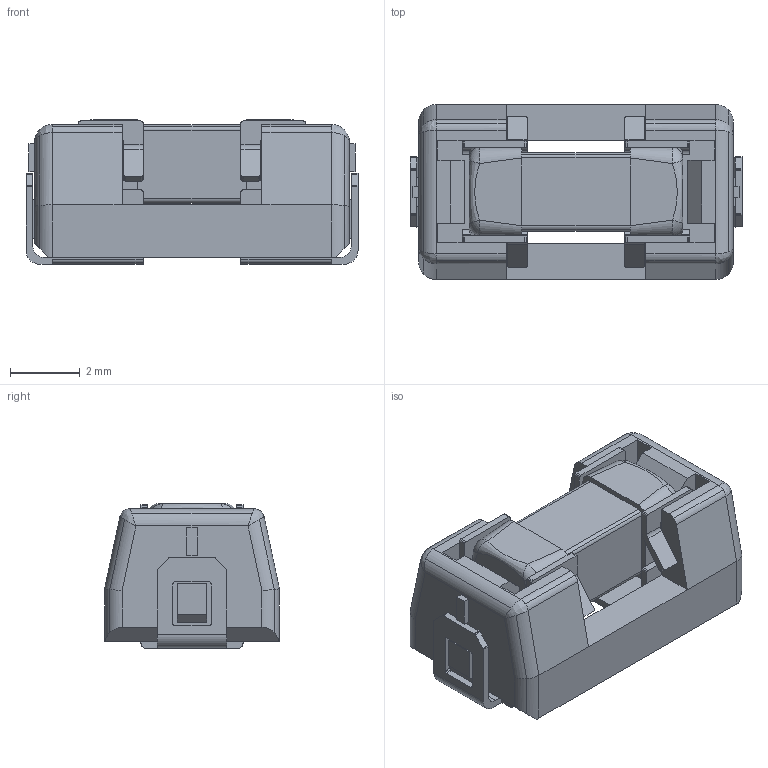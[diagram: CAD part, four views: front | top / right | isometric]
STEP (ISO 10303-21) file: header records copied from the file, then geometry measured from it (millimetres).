
FILE_DESCRIPTION (( 'STEP AP214' ), '1' );
FILE_NAME ('0154003.DRTL.STEP', '2023-06-06T17:58:24', ( '' ), ( '' ), 'SwSTEP 2.0', 'SolidWorks 2021', '' );
FILE_SCHEMA (( 'AUTOMOTIVE_DESIGN' ));
Length unit declared in the file: inch
Products named in the file (5): Plastic holder.step; 0154003.DRTL; 0679H1000-xxsingle fonts v2.step; Plastic holder-0.step; Terminal.step
Assembly tree (4 placements, depth 3):
  0154003.DRTL
    Plastic holder.step
      0679H1000-xxsingle fonts v2.step
      Plastic holder-0.step
    Terminal.step
Bounding box: 9.5 x 5 x 4.14 mm (x, y, z)
Volume: 111.8 mm3; surface area: 416.5 mm2
Topology: 6 solids, 6 shells, 319 faces, 890 edges, 576 vertices
Faces by surface type: plane 153, cylinder 138, bspline 28
Entity records: 11957 total; most frequent: CARTESIAN_POINT 3651, ORIENTED_EDGE 1760, DIRECTION 1630, EDGE_CURVE 880, VERTEX_POINT 576, VECTOR 544, LINE 544, AXIS2_PLACEMENT_3D 543
